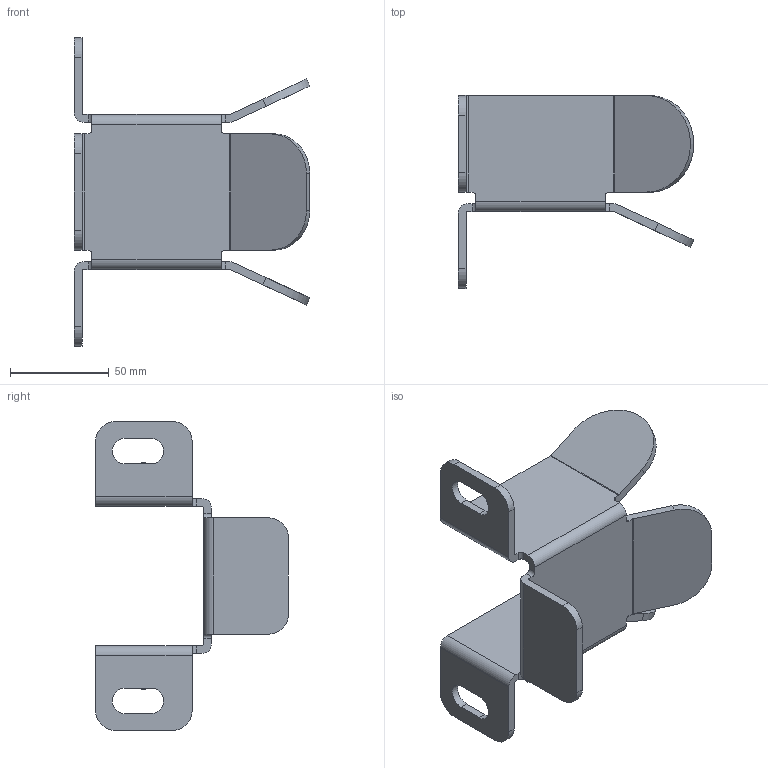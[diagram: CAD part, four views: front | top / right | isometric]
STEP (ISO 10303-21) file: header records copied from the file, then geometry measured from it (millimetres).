
FILE_DESCRIPTION(/* description */ (''),/* implementation_level */ '2;1');
FILE_NAME(/* name */ '1050EV.stp',/* time_stamp */ '2019-08-14T13:37:30+02:00',/* author */ ('GUILIANO'),/* organization */ (''),/* preprocessor_version */ 'ST-DEVELOPER v17.2',/* originating_system */ 'Autodesk Inventor 2019',/* authorisation */ '');
FILE_SCHEMA (('AUTOMOTIVE_DESIGN { 1 0 10303 214 3 1 1 }'));
Length unit declared in the file: millimetre
Products named in the file (1): 1050EV
Bounding box: 119.5 x 97.83 x 156.66 mm (x, y, z)
Volume: 102607.9 mm3; surface area: 55758.6 mm2
Topology: 1 solids, 1 shells, 78 faces, 228 edges, 152 vertices
Faces by surface type: plane 40, cylinder 38
Entity records: 2657 total; most frequent: DIRECTION 462, CARTESIAN_POINT 459, ORIENTED_EDGE 456, EDGE_CURVE 228, AXIS2_PLACEMENT_3D 155, LINE 152, VECTOR 152, VERTEX_POINT 152
